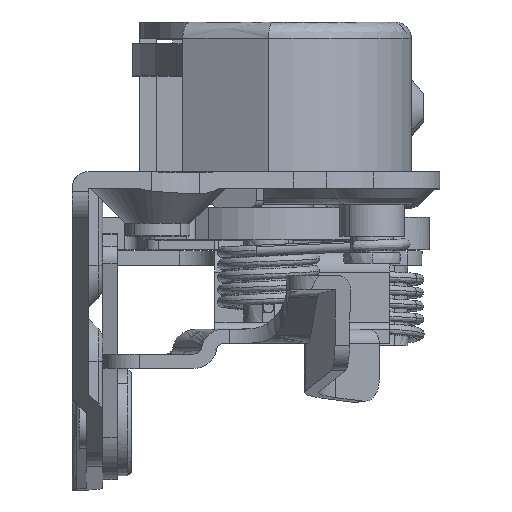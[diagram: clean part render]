
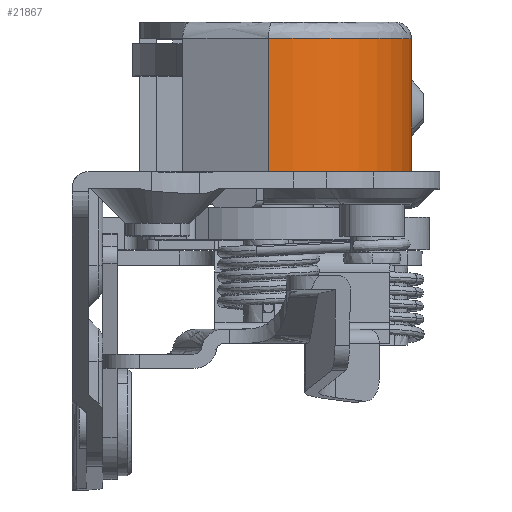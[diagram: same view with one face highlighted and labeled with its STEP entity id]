
A CAD part, top view. The second image highlights one B-rep face of the part: STEP entity #21867.
In plain terms, the highlighted free-form (B-spline) face has degree [1, 2] with [2, 3] control points.
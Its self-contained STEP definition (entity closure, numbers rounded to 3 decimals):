
#20759=CARTESIAN_POINT('',(47.5,53.7,24.0));
#20760=VERTEX_POINT('',#20759);
#20798=CARTESIAN_POINT('',(27.5,53.7,44.0));
#20799=VERTEX_POINT('',#20798);
#20836=CARTESIAN_POINT('',(27.5,53.7,44.0));
#20837=CARTESIAN_POINT('',(28.727,53.7,44.));
#20838=CARTESIAN_POINT('',(30.772,53.7,43.811));
#20839=CARTESIAN_POINT('',(33.396,53.7,43.154));
#20840=CARTESIAN_POINT('',(35.508,53.7,42.369));
#20841=CARTESIAN_POINT('',(37.524,53.7,41.362));
#20842=CARTESIAN_POINT('',(39.371,53.7,40.144));
#20843=CARTESIAN_POINT('',(41.455,53.7,38.423));
#20844=CARTESIAN_POINT('',(43.56,53.7,36.115));
#20845=CARTESIAN_POINT('',(45.305,53.7,33.282));
#20846=CARTESIAN_POINT('',(46.387,53.7,30.714));
#20847=CARTESIAN_POINT('',(47.243,53.7,27.763));
#20848=CARTESIAN_POINT('',(47.5,53.7,25.514));
#20849=CARTESIAN_POINT('',(47.5,53.7,24.0));
#20850=B_SPLINE_CURVE_WITH_KNOTS('',3,(#20836,#20837,#20838,#20839,#20840,#20841,#20842,#20843,#20844,#20845,#20846,#20847,#20848,#20849),.UNSPECIFIED.,.F.,.U.,(4,1,1,1,1,1,1,1,1,1,1,4),(0.,3.682,6.136,8.099,10.431,12.885,14.726,18.531,22.212,24.666,26.875,31.416),.UNSPECIFIED.);
#20851=EDGE_CURVE('',#20799,#20760,#20850,.T.);
#21710=CARTESIAN_POINT('',(27.5,35.0,44.0));
#21711=VERTEX_POINT('',#21710);
#21717=CARTESIAN_POINT('',(27.5,35.0,44.0));
#21718=CARTESIAN_POINT('',(27.5,53.7,44.0));
#21719=QUASI_UNIFORM_CURVE('',1,(#21717,#21718),.UNSPECIFIED.,.F.,.U.);
#21720=EDGE_CURVE('',#21711,#20799,#21719,.T.);
#21826=CARTESIAN_POINT('',(47.493,34.532,23.476));
#21827=CARTESIAN_POINT('',(47.493,54.179,23.476));
#21828=CARTESIAN_POINT('',(48.064,34.532,45.295));
#21829=CARTESIAN_POINT('',(48.064,54.179,45.295));
#21830=CARTESIAN_POINT('',(26.279,34.532,43.963));
#21831=CARTESIAN_POINT('',(26.279,54.179,43.963));
#21839=(BOUNDED_SURFACE()B_SPLINE_SURFACE(1,2,((#21826,#21828,#21830),(#21827,#21829,#21831)),.UNSPECIFIED.,.F.,.F.,.U.)B_SPLINE_SURFACE_WITH_KNOTS((2,2),(3,3),(0.0,19.647),(0.0,35.201),.UNSPECIFIED.)GEOMETRIC_REPRESENTATION_ITEM()RATIONAL_B_SPLINE_SURFACE(((1.0,0.676,1.0),(1.0,0.676,1.0)))REPRESENTATION_ITEM('')SURFACE());
#21840=ORIENTED_EDGE('',*,*,#21720,.F.);
#21841=CARTESIAN_POINT('',(47.5,35.0,24.0));
#21842=VERTEX_POINT('',#21841);
#21843=CARTESIAN_POINT('',(27.5,35.0,44.0));
#21844=CARTESIAN_POINT('',(28.523,35.,44.));
#21845=CARTESIAN_POINT('',(30.363,35.,43.858));
#21846=CARTESIAN_POINT('',(33.006,35.,43.282));
#21847=CARTESIAN_POINT('',(35.904,35.,42.255));
#21848=CARTESIAN_POINT('',(38.849,35.,40.611));
#21849=CARTESIAN_POINT('',(41.525,35.,38.373));
#21850=CARTESIAN_POINT('',(43.414,35.,36.21));
#21851=CARTESIAN_POINT('',(44.909,35.,33.957));
#21852=CARTESIAN_POINT('',(46.14,35.,31.455));
#21853=CARTESIAN_POINT('',(47.206,35.,28.09));
#21854=CARTESIAN_POINT('',(47.5,35.,25.514));
#21855=CARTESIAN_POINT('',(47.5,35.0,24.0));
#21856=B_SPLINE_CURVE_WITH_KNOTS('',3,(#21843,#21844,#21845,#21846,#21847,#21848,#21849,#21850,#21851,#21852,#21853,#21854,#21855),.UNSPECIFIED.,.F.,.U.,(4,1,1,1,1,1,1,1,1,1,4),(0.,3.068,5.522,8.099,12.272,15.585,18.531,20.862,23.685,26.875,31.416),.UNSPECIFIED.);
#21857=EDGE_CURVE('',#21711,#21842,#21856,.T.);
#21858=ORIENTED_EDGE('',*,*,#21857,.T.);
#21859=CARTESIAN_POINT('',(47.5,35.0,24.0));
#21860=CARTESIAN_POINT('',(47.5,53.7,24.0));
#21861=QUASI_UNIFORM_CURVE('',1,(#21859,#21860),.UNSPECIFIED.,.F.,.U.);
#21862=EDGE_CURVE('',#21842,#20760,#21861,.T.);
#21863=ORIENTED_EDGE('',*,*,#21862,.T.);
#21864=ORIENTED_EDGE('',*,*,#20851,.F.);
#21865=EDGE_LOOP('',(#21840,#21858,#21863,#21864));
#21866=FACE_OUTER_BOUND('',#21865,.T.);
#21867=ADVANCED_FACE('',(#21866),#21839,.T.);
